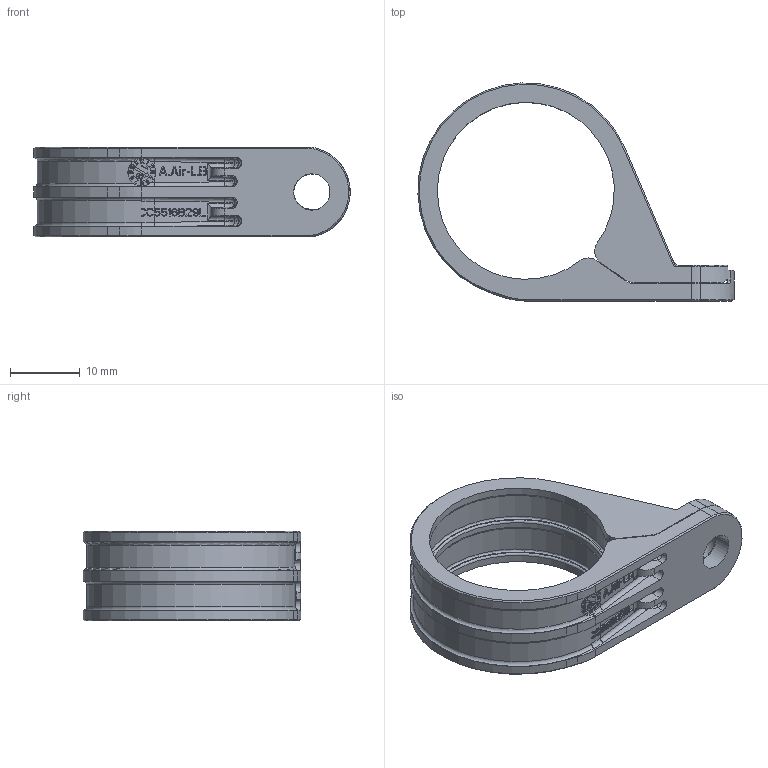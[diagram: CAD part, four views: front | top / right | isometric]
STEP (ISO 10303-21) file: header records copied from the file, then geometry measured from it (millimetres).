
FILE_DESCRIPTION((''),'2;1');
FILE_NAME('3506_8X29_5XX-FERME','2020-02-25T',('presta_be4'),(''),'CREO PARAMETRIC BY PTC INC, 2018360','CREO PARAMETRIC BY PTC INC, 2018360','');
FILE_SCHEMA(('CONFIG_CONTROL_DESIGN'));
Products named in the file (1): 3506_8X29_5XX-FERME
Bounding box: 45.38 x 31.28 x 12.9 mm (x, y, z)
Volume: 3865.7 mm3; surface area: 4544.5 mm2
Topology: 1 solids, 1 shells, 1337 faces, 3714 edges, 2430 vertices
Faces by surface type: plane 1087, bspline 98, cylinder 97, torus 29, cone 26
Entity records: 49417 total; most frequent: CARTESIAN_POINT 16138, ORIENTED_EDGE 7428, DIRECTION 6050, EDGE_CURVE 3714, VECTOR 3016, LINE 3016, VERTEX_POINT 2430, AXIS2_PLACEMENT_3D 1517
